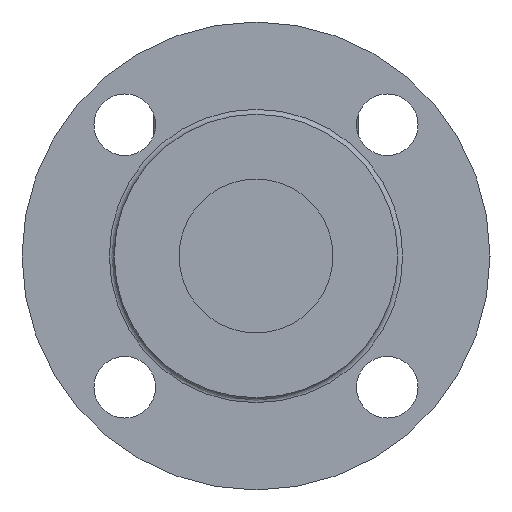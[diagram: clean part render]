
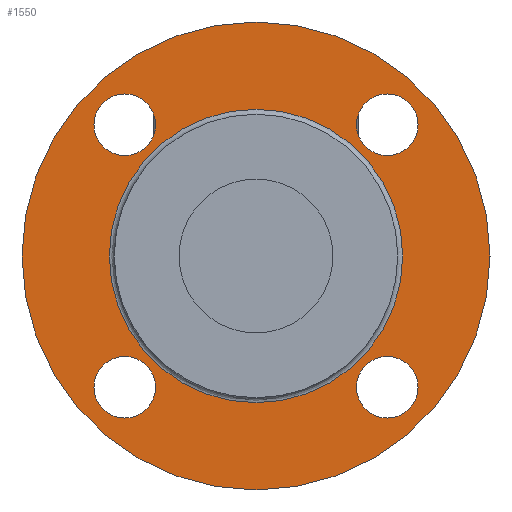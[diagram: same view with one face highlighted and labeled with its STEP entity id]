
A CAD part, left-side view. The second image highlights one B-rep face of the part: STEP entity #1550.
In plain terms, the highlighted planar face has unit normal (-1, 0, 0).
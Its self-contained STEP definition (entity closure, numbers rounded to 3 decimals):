
#1367=CARTESIAN_POINT('',(-108.4,0.0,76.0));
#1368=VERTEX_POINT('',#1367);
#1369=CARTESIAN_POINT('',(-108.4,0.0,0.));
#1370=DIRECTION('',(-1.0,0.0,0.0));
#1371=DIRECTION('',(0.0,0.0,1.0));
#1372=AXIS2_PLACEMENT_3D('',#1369,#1370,#1371);
#1373=CIRCLE('',#1372,76.0);
#1374=EDGE_CURVE('',#1368,#1368,#1373,.T.);
#1472=CARTESIAN_POINT('',(-108.4,0.0,47.65));
#1473=VERTEX_POINT('',#1472);
#1474=CARTESIAN_POINT('',(-108.4,0.0,0.));
#1475=DIRECTION('',(-1.0,0.0,0.0));
#1476=DIRECTION('',(0.0,0.0,-1.0));
#1477=AXIS2_PLACEMENT_3D('',#1474,#1475,#1476);
#1478=CIRCLE('',#1477,47.65);
#1479=EDGE_CURVE('',#1473,#1473,#1478,.T.);
#1495=CARTESIAN_POINT('',(-108.4,0.0,61.025));
#1496=DIRECTION('',(-1.0,0.0,0.0));
#1497=DIRECTION('',(0.0,0.0,1.0));
#1498=AXIS2_PLACEMENT_3D('',#1495,#1496,#1497);
#1499=PLANE('',#1498);
#1500=ORIENTED_EDGE('',*,*,#1374,.T.);
#1501=EDGE_LOOP('',(#1500));
#1502=FACE_OUTER_BOUND('',#1501,.T.);
#1503=CARTESIAN_POINT('',(-108.4,42.639,52.639));
#1504=VERTEX_POINT('',#1503);
#1505=CARTESIAN_POINT('',(-108.4,42.639,42.639));
#1506=DIRECTION('',(1.0,0.0,0.0));
#1507=DIRECTION('',(0.0,0.0,1.0));
#1508=AXIS2_PLACEMENT_3D('',#1505,#1506,#1507);
#1509=CIRCLE('',#1508,10.0);
#1510=EDGE_CURVE('',#1504,#1504,#1509,.T.);
#1511=ORIENTED_EDGE('',*,*,#1510,.T.);
#1512=EDGE_LOOP('',(#1511));
#1513=FACE_BOUND('',#1512,.T.);
#1514=CARTESIAN_POINT('',(-108.4,52.639,-42.639));
#1515=VERTEX_POINT('',#1514);
#1516=CARTESIAN_POINT('',(-108.4,42.639,-42.639));
#1517=DIRECTION('',(1.0,0.0,0.0));
#1518=DIRECTION('',(0.0,1.0,0.0));
#1519=AXIS2_PLACEMENT_3D('',#1516,#1517,#1518);
#1520=CIRCLE('',#1519,10.0);
#1521=EDGE_CURVE('',#1515,#1515,#1520,.T.);
#1522=ORIENTED_EDGE('',*,*,#1521,.T.);
#1523=EDGE_LOOP('',(#1522));
#1524=FACE_BOUND('',#1523,.T.);
#1525=CARTESIAN_POINT('',(-108.4,-42.639,-52.639));
#1526=VERTEX_POINT('',#1525);
#1527=CARTESIAN_POINT('',(-108.4,-42.639,-42.639));
#1528=DIRECTION('',(1.0,0.0,0.0));
#1529=DIRECTION('',(0.0,0.0,-1.0));
#1530=AXIS2_PLACEMENT_3D('',#1527,#1528,#1529);
#1531=CIRCLE('',#1530,10.0);
#1532=EDGE_CURVE('',#1526,#1526,#1531,.T.);
#1533=ORIENTED_EDGE('',*,*,#1532,.T.);
#1534=EDGE_LOOP('',(#1533));
#1535=FACE_BOUND('',#1534,.T.);
#1536=CARTESIAN_POINT('',(-108.4,-52.639,42.639));
#1537=VERTEX_POINT('',#1536);
#1538=CARTESIAN_POINT('',(-108.4,-42.639,42.639));
#1539=DIRECTION('',(1.0,0.0,0.0));
#1540=DIRECTION('',(0.0,-1.0,0.0));
#1541=AXIS2_PLACEMENT_3D('',#1538,#1539,#1540);
#1542=CIRCLE('',#1541,10.0);
#1543=EDGE_CURVE('',#1537,#1537,#1542,.T.);
#1544=ORIENTED_EDGE('',*,*,#1543,.T.);
#1545=EDGE_LOOP('',(#1544));
#1546=FACE_BOUND('',#1545,.T.);
#1547=ORIENTED_EDGE('',*,*,#1479,.F.);
#1548=EDGE_LOOP('',(#1547));
#1549=FACE_BOUND('',#1548,.T.);
#1550=ADVANCED_FACE('',(#1502,#1513,#1524,#1535,#1546,#1549),#1499,.T.);
